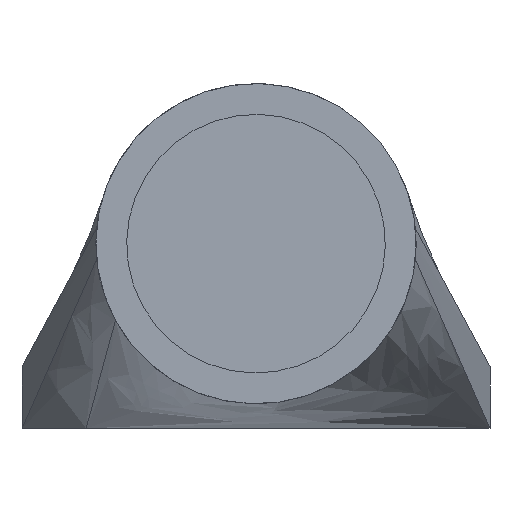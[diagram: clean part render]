
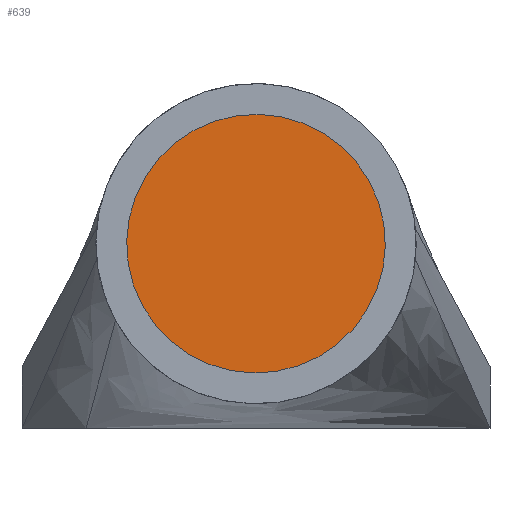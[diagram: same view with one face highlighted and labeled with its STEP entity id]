
A CAD part, front view. The second image highlights one B-rep face of the part: STEP entity #639.
In plain terms, the highlighted planar face has unit normal (0, -1, 0).
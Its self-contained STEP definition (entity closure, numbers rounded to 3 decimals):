
#513=AXIS2_PLACEMENT_3D('Circle Axis2P3D',#511,#512,$) ;
#549=AXIS2_PLACEMENT_3D('Circle Axis2P3D',#547,#548,$) ;
#633=AXIS2_PLACEMENT_3D('Plane Axis2P3D',#630,#631,#632) ;
#511=CARTESIAN_POINT('Axis2P3D Location',(19.,34.7,15.)) ;
#515=CARTESIAN_POINT('Vertex',(28.215,34.7,20.034)) ;
#517=CARTESIAN_POINT('Vertex',(9.785,34.7,9.966)) ;
#547=CARTESIAN_POINT('Axis2P3D Location',(19.,34.7,15.)) ;
#630=CARTESIAN_POINT('Axis2P3D Location',(29.5,34.7,15.)) ;
#512=DIRECTION('Axis2P3D Direction',(0.,-1.,0.)) ;
#548=DIRECTION('Axis2P3D Direction',(0.,-1.,0.)) ;
#631=DIRECTION('Axis2P3D Direction',(0.,-1.,0.)) ;
#632=DIRECTION('Axis2P3D XDirection',(1.,0.,0.)) ;
#636=ORIENTED_EDGE('',*,*,#519,.T.) ;
#637=ORIENTED_EDGE('',*,*,#551,.T.) ;
#639=ADVANCED_FACE('S3D',(#638),#634,.T.) ;
#514=CIRCLE('generated circle',#513,10.5) ;
#550=CIRCLE('generated circle',#549,10.5) ;
#519=EDGE_CURVE('',#516,#518,#514,.T.) ;
#551=EDGE_CURVE('',#518,#516,#550,.T.) ;
#635=EDGE_LOOP('',(#636,#637)) ;
#638=FACE_OUTER_BOUND('',#635,.T.) ;
#634=PLANE('',#633) ;
#516=VERTEX_POINT('',#515) ;
#518=VERTEX_POINT('',#517) ;
